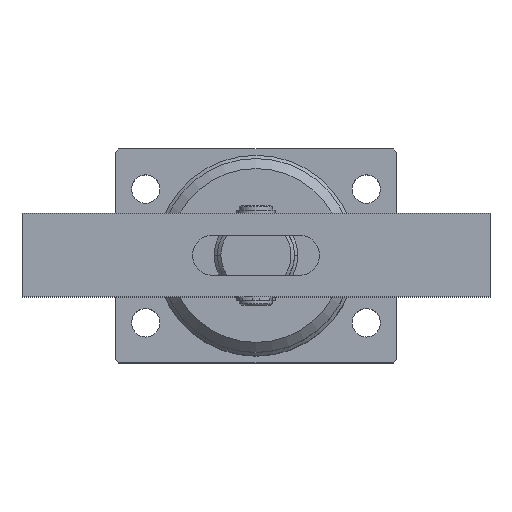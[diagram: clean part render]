
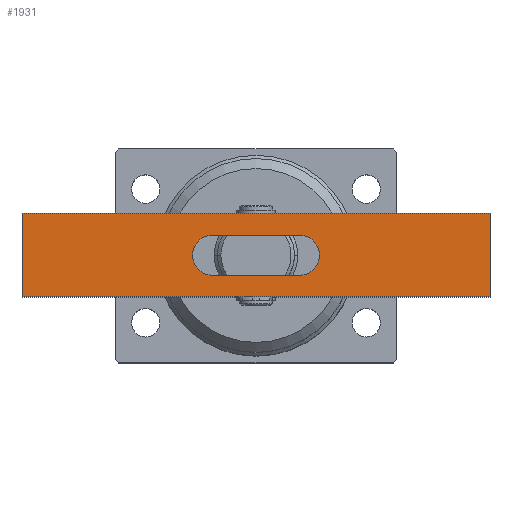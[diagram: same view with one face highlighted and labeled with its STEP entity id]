
A CAD part, top view. The second image highlights one B-rep face of the part: STEP entity #1931.
In plain terms, the highlighted face is planar.
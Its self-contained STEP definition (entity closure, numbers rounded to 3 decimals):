
#63 = CARTESIAN_POINT ( 'NONE',  ( -13., -12.5, -6. ) ) ;
#123 = CARTESIAN_POINT ( 'NONE',  ( -70., -12.5, -12.5 ) ) ;
#138 = CARTESIAN_POINT ( 'NONE',  ( -70., -12.5, 12.5 ) ) ;
#168 = CARTESIAN_POINT ( 'NONE',  ( -13., -12.5, 6. ) ) ;
#238 = CARTESIAN_POINT ( 'NONE',  ( 13., -12.5, -6. ) ) ;
#279 = CARTESIAN_POINT ( 'NONE',  ( 70., -12.5, 12.5 ) ) ;
#280 = CARTESIAN_POINT ( 'NONE',  ( 70., -12.5, -12.5 ) ) ;
#284 = CARTESIAN_POINT ( 'NONE',  ( 13., -12.5, 6. ) ) ;
#505 = ORIENTED_EDGE ( 'NONE', *, *, #4147, .T. ) ;
#644 = DIRECTION ( 'NONE',  ( 0., 0., -1. ) ) ;
#662 = CARTESIAN_POINT ( 'NONE',  ( 70., -12.5, 12.5 ) ) ;
#684 = DIRECTION ( 'NONE',  ( 0., 0., -1. ) ) ;
#690 = CARTESIAN_POINT ( 'NONE',  ( -70., -12.5, 12.5 ) ) ;
#693 = DIRECTION ( 'NONE',  ( 0., 0., 1. ) ) ;
#694 = DIRECTION ( 'NONE',  ( 0., 1., 0. ) ) ;
#699 = CARTESIAN_POINT ( 'NONE',  ( -13., -12.5, 0. ) ) ;
#701 = CARTESIAN_POINT ( 'NONE',  ( -13., -12.5, -6. ) ) ;
#712 = DIRECTION ( 'NONE',  ( 1., 0., 0. ) ) ;
#714 = CARTESIAN_POINT ( 'NONE',  ( -70., -12.5, 12.5 ) ) ;
#730 = DIRECTION ( 'NONE',  ( -1., 0., 0. ) ) ;
#781 = CARTESIAN_POINT ( 'NONE',  ( -70., -12.5, -12.5 ) ) ;
#784 = DIRECTION ( 'NONE',  ( 1., 0., 0. ) ) ;
#1378 = VECTOR ( 'NONE', #784, 1000. ) ;
#1382 = LINE ( 'NONE', #781, #1378 ) ;
#1389 = VECTOR ( 'NONE', #644, 1000. ) ;
#1394 = LINE ( 'NONE', #662, #1389 ) ;
#1400 = VECTOR ( 'NONE', #684, 1000. ) ;
#1402 = VECTOR ( 'NONE', #730, 1000. ) ;
#1403 = LINE ( 'NONE', #690, #1400 ) ;
#1405 = LINE ( 'NONE', #701, #1402 ) ;
#1406 = CIRCLE ( 'NONE', #3302, 6. ) ;
#1514 = FACE_OUTER_BOUND ( 'NONE', #2306, .T. ) ;
#1518 = FACE_BOUND ( 'NONE', #2301, .T. ) ;
#1931 = ADVANCED_FACE ( 'NONE', ( #1518, #1514 ), #4345, .F. ) ;
#2301 = EDGE_LOOP ( 'NONE', ( #3114, #3103, #3104, #3107 ) ) ;
#2306 = EDGE_LOOP ( 'NONE', ( #3115, #3120, #3089, #505 ) ) ;
#2345 = VERTEX_POINT ( 'NONE', #284 ) ;
#2348 = VERTEX_POINT ( 'NONE', #280 ) ;
#2351 = VERTEX_POINT ( 'NONE', #279 ) ;
#2380 = VERTEX_POINT ( 'NONE', #238 ) ;
#2582 = VECTOR ( 'NONE', #712, 1000. ) ;
#2592 = LINE ( 'NONE', #714, #2582 ) ;
#2635 = VECTOR ( 'NONE', #3545, 1000. ) ;
#2638 = LINE ( 'NONE', #3551, #2635 ) ;
#2641 = CIRCLE ( 'NONE', #3848, 6. ) ;
#2853 = VERTEX_POINT ( 'NONE', #168 ) ;
#2873 = VERTEX_POINT ( 'NONE', #138 ) ;
#2887 = VERTEX_POINT ( 'NONE', #123 ) ;
#2931 = VERTEX_POINT ( 'NONE', #63 ) ;
#3089 = ORIENTED_EDGE ( 'NONE', *, *, #4177, .F. ) ;
#3103 = ORIENTED_EDGE ( 'NONE', *, *, #4145, .T. ) ;
#3104 = ORIENTED_EDGE ( 'NONE', *, *, #4263, .T. ) ;
#3107 = ORIENTED_EDGE ( 'NONE', *, *, #4261, .T. ) ;
#3114 = ORIENTED_EDGE ( 'NONE', *, *, #4146, .T. ) ;
#3115 = ORIENTED_EDGE ( 'NONE', *, *, #4159, .T. ) ;
#3120 = ORIENTED_EDGE ( 'NONE', *, *, #4153, .F. ) ;
#3302 = AXIS2_PLACEMENT_3D ( 'NONE', #699, #694, #693 ) ;
#3357 = AXIS2_PLACEMENT_3D ( 'NONE', #4349, #4332, #4331 ) ;
#3545 = DIRECTION ( 'NONE',  ( 1., 0., 0. ) ) ;
#3551 = CARTESIAN_POINT ( 'NONE',  ( -13., -12.5, 6. ) ) ;
#3554 = DIRECTION ( 'NONE',  ( 0., 0., 1. ) ) ;
#3559 = DIRECTION ( 'NONE',  ( 0., 1., 0. ) ) ;
#3560 = CARTESIAN_POINT ( 'NONE',  ( 13., -12.5, 0. ) ) ;
#3848 = AXIS2_PLACEMENT_3D ( 'NONE', #3560, #3559, #3554 ) ;
#4145 = EDGE_CURVE ( 'NONE', #2931, #2853, #1406, .T. ) ;
#4146 = EDGE_CURVE ( 'NONE', #2380, #2931, #1405, .T. ) ;
#4147 = EDGE_CURVE ( 'NONE', #2873, #2887, #1403, .T. ) ;
#4153 = EDGE_CURVE ( 'NONE', #2351, #2348, #1394, .T. ) ;
#4159 = EDGE_CURVE ( 'NONE', #2887, #2348, #1382, .T. ) ;
#4177 = EDGE_CURVE ( 'NONE', #2873, #2351, #2592, .T. ) ;
#4261 = EDGE_CURVE ( 'NONE', #2345, #2380, #2641, .T. ) ;
#4263 = EDGE_CURVE ( 'NONE', #2853, #2345, #2638, .T. ) ;
#4331 = DIRECTION ( 'NONE',  ( 0., 0., 1. ) ) ;
#4332 = DIRECTION ( 'NONE',  ( 0., 1., 0. ) ) ;
#4345 = PLANE ( 'NONE',  #3357 ) ;
#4349 = CARTESIAN_POINT ( 'NONE',  ( -70., -12.5, 12.5 ) ) ;
